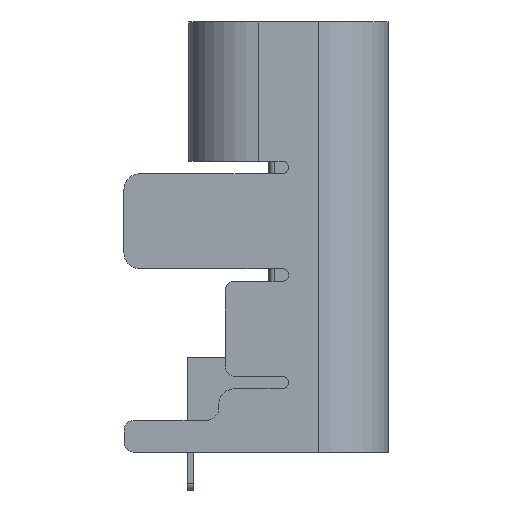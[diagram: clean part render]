
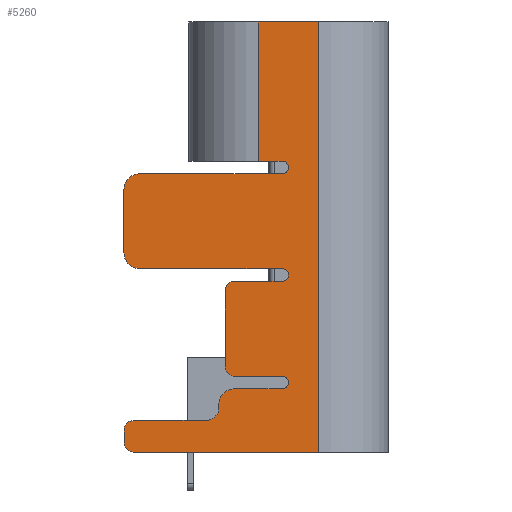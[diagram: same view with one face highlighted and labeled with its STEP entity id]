
A CAD part, left-side view. The second image highlights one B-rep face of the part: STEP entity #5260.
In plain terms, the highlighted planar face has unit normal (-1, 0, 0).
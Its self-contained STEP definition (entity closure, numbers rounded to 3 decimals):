
#189=PLANE('',#5648);
#378=FACE_OUTER_BOUND('',#676,.T.);
#676=EDGE_LOOP('',(#3865,#3866,#3867,#3868,#3869,#3870,#3871,#3872,#3873,
#3874,#3875,#3876,#3877,#3878,#3879,#3880,#3881,#3882,#3883,#3884,#3885,
#3886,#3887,#3888,#3889,#3890));
#995=LINE('',#8281,#1541);
#1023=LINE('',#8371,#1569);
#1026=LINE('',#8377,#1572);
#1027=LINE('',#8381,#1573);
#1028=LINE('',#8385,#1574);
#1029=LINE('',#8389,#1575);
#1030=LINE('',#8393,#1576);
#1031=LINE('',#8397,#1577);
#1032=LINE('',#8401,#1578);
#1033=LINE('',#8405,#1579);
#1034=LINE('',#8408,#1580);
#1035=LINE('',#8410,#1581);
#1036=LINE('',#8412,#1582);
#1037=LINE('',#8414,#1583);
#1038=LINE('',#8418,#1584);
#1541=VECTOR('',#6360,10.);
#1569=VECTOR('',#6434,10.);
#1572=VECTOR('',#6439,10.);
#1573=VECTOR('',#6442,10.);
#1574=VECTOR('',#6445,10.);
#1575=VECTOR('',#6448,10.);
#1576=VECTOR('',#6451,10.);
#1577=VECTOR('',#6454,10.);
#1578=VECTOR('',#6457,10.);
#1579=VECTOR('',#6460,10.);
#1580=VECTOR('',#6463,10.);
#1581=VECTOR('',#6464,10.);
#1582=VECTOR('',#6465,10.);
#1583=VECTOR('',#6466,10.);
#1584=VECTOR('',#6469,10.);
#2077=CIRCLE('',#5646,0.25);
#2078=CIRCLE('',#5649,0.1);
#2079=CIRCLE('',#5650,0.15);
#2080=CIRCLE('',#5651,0.15);
#2081=CIRCLE('',#5652,0.1);
#2082=CIRCLE('',#5653,0.25);
#2083=CIRCLE('',#5654,0.2);
#2084=CIRCLE('',#5655,0.15);
#2085=CIRCLE('',#5656,0.15);
#2086=CIRCLE('',#5657,0.1);
#2087=CIRCLE('',#5658,0.25);
#2281=VERTEX_POINT('',#8278);
#2282=VERTEX_POINT('',#8280);
#2319=VERTEX_POINT('',#8364);
#2320=VERTEX_POINT('',#8366);
#2321=VERTEX_POINT('',#8370);
#2323=VERTEX_POINT('',#8376);
#2324=VERTEX_POINT('',#8378);
#2325=VERTEX_POINT('',#8380);
#2326=VERTEX_POINT('',#8382);
#2327=VERTEX_POINT('',#8384);
#2328=VERTEX_POINT('',#8386);
#2329=VERTEX_POINT('',#8388);
#2330=VERTEX_POINT('',#8390);
#2331=VERTEX_POINT('',#8392);
#2332=VERTEX_POINT('',#8394);
#2333=VERTEX_POINT('',#8396);
#2334=VERTEX_POINT('',#8398);
#2335=VERTEX_POINT('',#8400);
#2336=VERTEX_POINT('',#8402);
#2337=VERTEX_POINT('',#8404);
#2338=VERTEX_POINT('',#8407);
#2339=VERTEX_POINT('',#8409);
#2340=VERTEX_POINT('',#8411);
#2341=VERTEX_POINT('',#8413);
#2342=VERTEX_POINT('',#8415);
#2343=VERTEX_POINT('',#8417);
#2848=EDGE_CURVE('',#2281,#2282,#995,.T.);
#2890=EDGE_CURVE('',#2319,#2320,#2077,.T.);
#2892=EDGE_CURVE('',#2320,#2321,#1023,.T.);
#2895=EDGE_CURVE('',#2323,#2319,#1026,.T.);
#2896=EDGE_CURVE('',#2323,#2324,#2078,.T.);
#2897=EDGE_CURVE('',#2325,#2324,#1027,.T.);
#2898=EDGE_CURVE('',#2326,#2325,#2079,.T.);
#2899=EDGE_CURVE('',#2327,#2326,#1028,.T.);
#2900=EDGE_CURVE('',#2328,#2327,#2080,.T.);
#2901=EDGE_CURVE('',#2328,#2329,#1029,.T.);
#2902=EDGE_CURVE('',#2329,#2330,#2081,.T.);
#2903=EDGE_CURVE('',#2331,#2330,#1030,.T.);
#2904=EDGE_CURVE('',#2332,#2331,#2082,.T.);
#2905=EDGE_CURVE('',#2333,#2332,#1031,.T.);
#2906=EDGE_CURVE('',#2333,#2334,#2083,.T.);
#2907=EDGE_CURVE('',#2335,#2334,#1032,.T.);
#2908=EDGE_CURVE('',#2336,#2335,#2084,.T.);
#2909=EDGE_CURVE('',#2337,#2336,#1033,.T.);
#2910=EDGE_CURVE('',#2282,#2337,#2085,.T.);
#2911=EDGE_CURVE('',#2338,#2281,#1034,.T.);
#2912=EDGE_CURVE('',#2338,#2339,#1035,.T.);
#2913=EDGE_CURVE('',#2339,#2340,#1036,.T.);
#2914=EDGE_CURVE('',#2340,#2341,#1037,.T.);
#2915=EDGE_CURVE('',#2341,#2342,#2086,.T.);
#2916=EDGE_CURVE('',#2343,#2342,#1038,.T.);
#2917=EDGE_CURVE('',#2321,#2343,#2087,.T.);
#3865=ORIENTED_EDGE('',*,*,#2890,.F.);
#3866=ORIENTED_EDGE('',*,*,#2895,.F.);
#3867=ORIENTED_EDGE('',*,*,#2896,.T.);
#3868=ORIENTED_EDGE('',*,*,#2897,.F.);
#3869=ORIENTED_EDGE('',*,*,#2898,.F.);
#3870=ORIENTED_EDGE('',*,*,#2899,.F.);
#3871=ORIENTED_EDGE('',*,*,#2900,.F.);
#3872=ORIENTED_EDGE('',*,*,#2901,.T.);
#3873=ORIENTED_EDGE('',*,*,#2902,.T.);
#3874=ORIENTED_EDGE('',*,*,#2903,.F.);
#3875=ORIENTED_EDGE('',*,*,#2904,.F.);
#3876=ORIENTED_EDGE('',*,*,#2905,.F.);
#3877=ORIENTED_EDGE('',*,*,#2906,.T.);
#3878=ORIENTED_EDGE('',*,*,#2907,.F.);
#3879=ORIENTED_EDGE('',*,*,#2908,.F.);
#3880=ORIENTED_EDGE('',*,*,#2909,.F.);
#3881=ORIENTED_EDGE('',*,*,#2910,.F.);
#3882=ORIENTED_EDGE('',*,*,#2848,.F.);
#3883=ORIENTED_EDGE('',*,*,#2911,.F.);
#3884=ORIENTED_EDGE('',*,*,#2912,.T.);
#3885=ORIENTED_EDGE('',*,*,#2913,.T.);
#3886=ORIENTED_EDGE('',*,*,#2914,.T.);
#3887=ORIENTED_EDGE('',*,*,#2915,.T.);
#3888=ORIENTED_EDGE('',*,*,#2916,.F.);
#3889=ORIENTED_EDGE('',*,*,#2917,.F.);
#3890=ORIENTED_EDGE('',*,*,#2892,.F.);
#5260=ADVANCED_FACE('',(#378),#189,.T.);
#5646=AXIS2_PLACEMENT_3D('',#8367,#6429,#6430);
#5648=AXIS2_PLACEMENT_3D('',#8375,#6437,#6438);
#5649=AXIS2_PLACEMENT_3D('',#8379,#6440,#6441);
#5650=AXIS2_PLACEMENT_3D('',#8383,#6443,#6444);
#5651=AXIS2_PLACEMENT_3D('',#8387,#6446,#6447);
#5652=AXIS2_PLACEMENT_3D('',#8391,#6449,#6450);
#5653=AXIS2_PLACEMENT_3D('',#8395,#6452,#6453);
#5654=AXIS2_PLACEMENT_3D('',#8399,#6455,#6456);
#5655=AXIS2_PLACEMENT_3D('',#8403,#6458,#6459);
#5656=AXIS2_PLACEMENT_3D('',#8406,#6461,#6462);
#5657=AXIS2_PLACEMENT_3D('',#8416,#6467,#6468);
#5658=AXIS2_PLACEMENT_3D('',#8419,#6470,#6471);
#6360=DIRECTION('',(0.,1.,0.));
#6429=DIRECTION('center_axis',(1.,0.,0.));
#6430=DIRECTION('ref_axis',(0.,0.707,-0.707));
#6434=DIRECTION('',(0.,0.,1.));
#6437=DIRECTION('center_axis',(-1.,0.,0.));
#6438=DIRECTION('ref_axis',(0.,1.,0.));
#6439=DIRECTION('',(0.,1.,0.));
#6440=DIRECTION('center_axis',(1.,0.,0.));
#6441=DIRECTION('ref_axis',(0.,0.,1.));
#6442=DIRECTION('',(0.,-1.,0.));
#6443=DIRECTION('center_axis',(1.,0.,0.));
#6444=DIRECTION('ref_axis',(0.,1.,0.));
#6445=DIRECTION('',(0.,0.,1.));
#6446=DIRECTION('center_axis',(1.,0.,0.));
#6447=DIRECTION('ref_axis',(0.,0.,-1.));
#6448=DIRECTION('',(0.,-1.,0.));
#6449=DIRECTION('center_axis',(1.,0.,0.));
#6450=DIRECTION('ref_axis',(0.,0.,1.));
#6451=DIRECTION('',(0.,-1.,0.));
#6452=DIRECTION('center_axis',(1.,0.,0.));
#6453=DIRECTION('ref_axis',(0.,1.,0.));
#6454=DIRECTION('',(0.,0.,1.));
#6455=DIRECTION('center_axis',(1.,0.,0.));
#6456=DIRECTION('ref_axis',(0.,-1.,0.));
#6457=DIRECTION('',(0.,-1.,0.));
#6458=DIRECTION('center_axis',(1.,0.,0.));
#6459=DIRECTION('ref_axis',(0.,1.,0.));
#6460=DIRECTION('',(0.,0.,1.));
#6461=DIRECTION('center_axis',(1.,0.,0.));
#6462=DIRECTION('ref_axis',(0.,0.,-1.));
#6463=DIRECTION('',(0.,0.,-1.));
#6464=DIRECTION('',(0.,1.,0.));
#6465=DIRECTION('',(0.,0.,-1.));
#6466=DIRECTION('',(0.,-1.,0.));
#6467=DIRECTION('center_axis',(1.,0.,0.));
#6468=DIRECTION('ref_axis',(0.,0.,1.));
#6469=DIRECTION('',(0.,-1.,0.));
#6470=DIRECTION('center_axis',(1.,0.,0.));
#6471=DIRECTION('ref_axis',(0.,0.707,0.707));
#8278=CARTESIAN_POINT('',(-4.45,-0.475,-6.8));
#8280=CARTESIAN_POINT('',(-4.45,2.45,-6.8));
#8281=CARTESIAN_POINT('',(-4.45,-0.475,-6.8));
#8364=CARTESIAN_POINT('',(-4.45,2.351,-3.9));
#8366=CARTESIAN_POINT('',(-4.45,2.601,-3.65));
#8367=CARTESIAN_POINT('Origin',(-4.45,2.351,-3.65));
#8370=CARTESIAN_POINT('',(-4.45,2.601,-2.65));
#8371=CARTESIAN_POINT('',(-4.45,2.601,-3.9));
#8375=CARTESIAN_POINT('Origin',(-4.45,-0.475,0.));
#8376=CARTESIAN_POINT('',(-4.45,0.101,-3.9));
#8377=CARTESIAN_POINT('',(-4.45,0.101,-3.9));
#8378=CARTESIAN_POINT('',(-4.45,0.101,-4.1));
#8379=CARTESIAN_POINT('Origin',(-4.45,0.101,-4.));
#8380=CARTESIAN_POINT('',(-4.45,0.85,-4.1));
#8381=CARTESIAN_POINT('',(-4.45,0.85,-4.1));
#8382=CARTESIAN_POINT('',(-4.45,1.,-4.25));
#8383=CARTESIAN_POINT('Origin',(-4.45,0.85,-4.25));
#8384=CARTESIAN_POINT('',(-4.45,1.,-5.45));
#8385=CARTESIAN_POINT('',(-4.45,1.,-5.45));
#8386=CARTESIAN_POINT('',(-4.45,0.85,-5.6));
#8387=CARTESIAN_POINT('Origin',(-4.45,0.85,-5.45));
#8388=CARTESIAN_POINT('',(-4.45,0.1,-5.6));
#8389=CARTESIAN_POINT('',(-4.45,-0.188,-5.6));
#8390=CARTESIAN_POINT('',(-4.45,0.1,-5.8));
#8391=CARTESIAN_POINT('Origin',(-4.45,0.1,-5.7));
#8392=CARTESIAN_POINT('',(-4.45,0.85,-5.8));
#8393=CARTESIAN_POINT('',(-4.45,0.85,-5.8));
#8394=CARTESIAN_POINT('',(-4.45,1.1,-6.05));
#8395=CARTESIAN_POINT('Origin',(-4.45,0.85,-6.05));
#8396=CARTESIAN_POINT('',(-4.45,1.1,-6.1));
#8397=CARTESIAN_POINT('',(-4.45,1.1,-6.1));
#8398=CARTESIAN_POINT('',(-4.45,1.3,-6.3));
#8399=CARTESIAN_POINT('Origin',(-4.45,1.3,-6.1));
#8400=CARTESIAN_POINT('',(-4.45,2.45,-6.3));
#8401=CARTESIAN_POINT('',(-4.45,2.45,-6.3));
#8402=CARTESIAN_POINT('',(-4.45,2.6,-6.45));
#8403=CARTESIAN_POINT('Origin',(-4.45,2.45,-6.45));
#8404=CARTESIAN_POINT('',(-4.45,2.6,-6.65));
#8405=CARTESIAN_POINT('',(-4.45,2.6,-6.65));
#8406=CARTESIAN_POINT('Origin',(-4.45,2.45,-6.65));
#8407=CARTESIAN_POINT('',(-4.45,-0.475,0.));
#8408=CARTESIAN_POINT('',(-4.45,-0.475,0.));
#8409=CARTESIAN_POINT('',(-4.45,0.475,0.));
#8410=CARTESIAN_POINT('',(-4.45,-0.475,0.));
#8411=CARTESIAN_POINT('',(-4.45,0.475,-2.2));
#8412=CARTESIAN_POINT('',(-4.45,0.475,0.));
#8413=CARTESIAN_POINT('',(-4.45,0.1,-2.2));
#8414=CARTESIAN_POINT('',(-4.45,-0.188,-2.2));
#8415=CARTESIAN_POINT('',(-4.45,0.1,-2.4));
#8416=CARTESIAN_POINT('Origin',(-4.45,0.1,-2.3));
#8417=CARTESIAN_POINT('',(-4.45,2.351,-2.4));
#8418=CARTESIAN_POINT('',(-4.45,2.601,-2.4));
#8419=CARTESIAN_POINT('Origin',(-4.45,2.351,-2.65));
